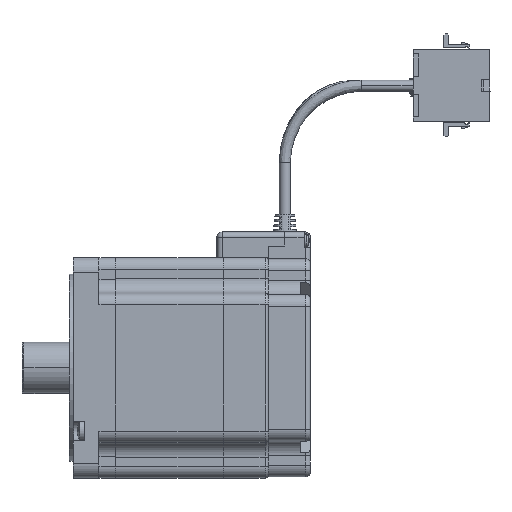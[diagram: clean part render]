
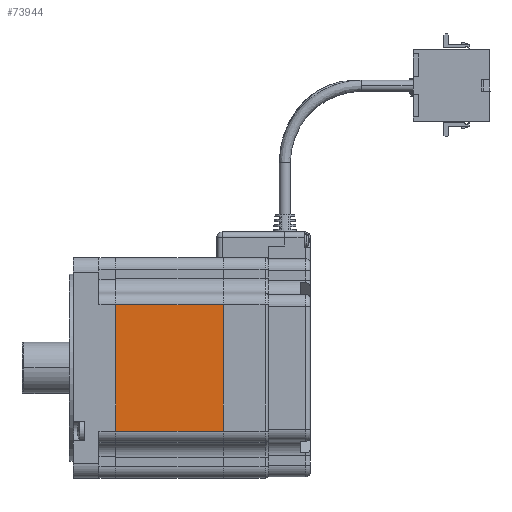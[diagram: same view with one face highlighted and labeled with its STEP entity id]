
A CAD part, left-side view. The second image highlights one B-rep face of the part: STEP entity #73944.
In plain terms, the highlighted face is planar.
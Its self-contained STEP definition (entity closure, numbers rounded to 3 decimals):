
#2834 = EDGE_CURVE ( 'NONE', #35653, #12808, #45248, .T. ) ;
#4673 = ORIENTED_EDGE ( 'NONE', *, *, #2834, .F. ) ;
#6002 = CARTESIAN_POINT ( 'NONE',  ( 43., -21., 24.65 ) ) ;
#9536 = ORIENTED_EDGE ( 'NONE', *, *, #59658, .F. ) ;
#11028 = VECTOR ( 'NONE', #63822, 1000. ) ;
#12808 = VERTEX_POINT ( 'NONE', #23626 ) ;
#13366 = CARTESIAN_POINT ( 'NONE',  ( 43., 21., -24.65 ) ) ;
#13861 = VECTOR ( 'NONE', #14116, 1000. ) ;
#14116 = DIRECTION ( 'NONE',  ( 0., -1., 0. ) ) ;
#23626 = CARTESIAN_POINT ( 'NONE',  ( 43., -21., -24.65 ) ) ;
#25057 = CARTESIAN_POINT ( 'NONE',  ( 43., 21., -24.65 ) ) ;
#25628 = DIRECTION ( 'NONE',  ( -1., 0., 0. ) ) ;
#28524 = CARTESIAN_POINT ( 'NONE',  ( 43., 21., 24.65 ) ) ;
#31307 = PLANE ( 'NONE',  #75276 ) ;
#32582 = DIRECTION ( 'NONE',  ( 0., 1., 0. ) ) ;
#32966 = VECTOR ( 'NONE', #32582, 1000. ) ;
#35106 = VECTOR ( 'NONE', #46383, 1000. ) ;
#35653 = VERTEX_POINT ( 'NONE', #25057 ) ;
#41182 = ORIENTED_EDGE ( 'NONE', *, *, #52789, .F. ) ;
#45248 = LINE ( 'NONE', #13366, #13861 ) ;
#45998 = CARTESIAN_POINT ( 'NONE',  ( 43., -21., -34.8 ) ) ;
#46383 = DIRECTION ( 'NONE',  ( 0., 0., 1. ) ) ;
#48718 = LINE ( 'NONE', #62066, #32966 ) ;
#49129 = CARTESIAN_POINT ( 'NONE',  ( 43., 21., 24.65 ) ) ;
#50820 = LINE ( 'NONE', #28524, #35106 ) ;
#50839 = VERTEX_POINT ( 'NONE', #66510 ) ;
#52002 = EDGE_LOOP ( 'NONE', ( #4673, #63740, #9536, #41182 ) ) ;
#52789 = EDGE_CURVE ( 'NONE', #12808, #65280, #73735, .T. ) ;
#59658 = EDGE_CURVE ( 'NONE', #65280, #50839, #48718, .T. ) ;
#62066 = CARTESIAN_POINT ( 'NONE',  ( 43., 21., 24.65 ) ) ;
#63740 = ORIENTED_EDGE ( 'NONE', *, *, #70277, .T. ) ;
#63822 = DIRECTION ( 'NONE',  ( 0., 0., 1. ) ) ;
#65280 = VERTEX_POINT ( 'NONE', #6002 ) ;
#66510 = CARTESIAN_POINT ( 'NONE',  ( 43., 21., 24.65 ) ) ;
#66924 = DIRECTION ( 'NONE',  ( 0., 0., 1. ) ) ;
#70277 = EDGE_CURVE ( 'NONE', #35653, #50839, #50820, .T. ) ;
#70592 = FACE_OUTER_BOUND ( 'NONE', #52002, .T. ) ;
#73735 = LINE ( 'NONE', #45998, #11028 ) ;
#73944 = ADVANCED_FACE ( 'NONE', ( #70592 ), #31307, .F. ) ;
#75276 = AXIS2_PLACEMENT_3D ( 'NONE', #49129, #25628, #66924 ) ;
